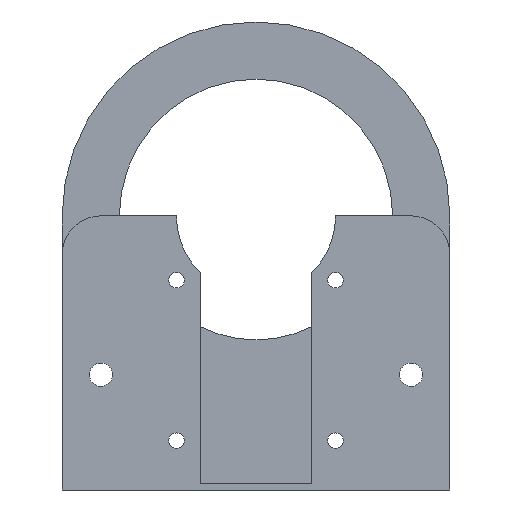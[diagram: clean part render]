
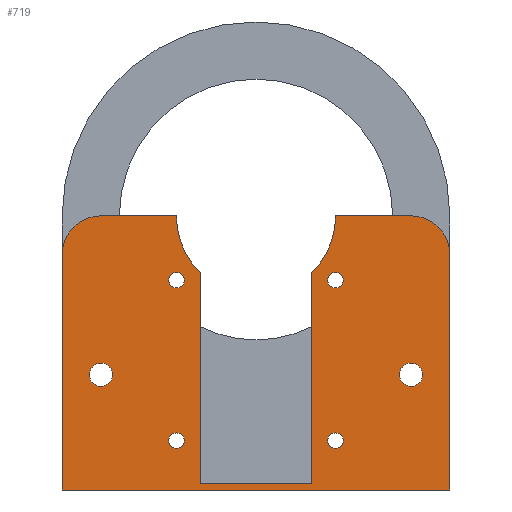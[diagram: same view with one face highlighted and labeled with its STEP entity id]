
A CAD part, left-side view. The second image highlights one B-rep face of the part: STEP entity #719.
In plain terms, the highlighted planar face has unit normal (-1, 0, 0).
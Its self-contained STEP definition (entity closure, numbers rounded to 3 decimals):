
#27=FACE_BOUND('',#111,.T.);
#28=FACE_BOUND('',#112,.T.);
#29=FACE_BOUND('',#113,.T.);
#30=FACE_BOUND('',#114,.T.);
#31=FACE_BOUND('',#115,.T.);
#32=FACE_BOUND('',#116,.T.);
#48=PLANE('',#765);
#69=FACE_OUTER_BOUND('',#110,.T.);
#110=EDGE_LOOP('',(#500,#501,#502,#503,#504,#505,#506,#507,#508,#509,#510,
#511));
#111=EDGE_LOOP('',(#512));
#112=EDGE_LOOP('',(#513));
#113=EDGE_LOOP('',(#514));
#114=EDGE_LOOP('',(#515));
#115=EDGE_LOOP('',(#516));
#116=EDGE_LOOP('',(#517));
#170=LINE('',#1080,#224);
#174=LINE('',#1099,#228);
#175=LINE('',#1103,#229);
#176=LINE('',#1105,#230);
#177=LINE('',#1107,#231);
#178=LINE('',#1111,#232);
#179=LINE('',#1115,#233);
#180=LINE('',#1116,#234);
#224=VECTOR('',#858,10.);
#228=VECTOR('',#864,10.);
#229=VECTOR('',#867,10.);
#230=VECTOR('',#868,10.);
#231=VECTOR('',#869,10.);
#232=VECTOR('',#872,10.);
#233=VECTOR('',#875,10.);
#234=VECTOR('',#876,10.);
#276=CIRCLE('',#763,5.);
#277=CIRCLE('',#766,10.273);
#278=CIRCLE('',#767,10.273);
#279=CIRCLE('',#768,5.);
#280=CIRCLE('',#769,1.);
#281=CIRCLE('',#770,1.);
#282=CIRCLE('',#771,1.);
#283=CIRCLE('',#772,1.);
#284=CIRCLE('',#773,1.5);
#285=CIRCLE('',#774,1.5);
#318=VERTEX_POINT('',#1071);
#319=VERTEX_POINT('',#1073);
#321=VERTEX_POINT('',#1079);
#325=VERTEX_POINT('',#1098);
#326=VERTEX_POINT('',#1100);
#327=VERTEX_POINT('',#1102);
#328=VERTEX_POINT('',#1104);
#329=VERTEX_POINT('',#1106);
#330=VERTEX_POINT('',#1108);
#331=VERTEX_POINT('',#1110);
#332=VERTEX_POINT('',#1112);
#333=VERTEX_POINT('',#1114);
#334=VERTEX_POINT('',#1117);
#335=VERTEX_POINT('',#1119);
#336=VERTEX_POINT('',#1121);
#337=VERTEX_POINT('',#1123);
#338=VERTEX_POINT('',#1125);
#339=VERTEX_POINT('',#1127);
#387=EDGE_CURVE('',#318,#319,#276,.T.);
#390=EDGE_CURVE('',#321,#319,#170,.T.);
#395=EDGE_CURVE('',#318,#325,#174,.T.);
#396=EDGE_CURVE('',#325,#326,#277,.T.);
#397=EDGE_CURVE('',#326,#327,#175,.T.);
#398=EDGE_CURVE('',#327,#328,#176,.T.);
#399=EDGE_CURVE('',#329,#328,#177,.T.);
#400=EDGE_CURVE('',#329,#330,#278,.T.);
#401=EDGE_CURVE('',#330,#331,#178,.T.);
#402=EDGE_CURVE('',#332,#331,#279,.T.);
#403=EDGE_CURVE('',#332,#333,#179,.T.);
#404=EDGE_CURVE('',#333,#321,#180,.T.);
#405=EDGE_CURVE('',#334,#334,#280,.T.);
#406=EDGE_CURVE('',#335,#335,#281,.T.);
#407=EDGE_CURVE('',#336,#336,#282,.T.);
#408=EDGE_CURVE('',#337,#337,#283,.T.);
#409=EDGE_CURVE('',#338,#338,#284,.T.);
#410=EDGE_CURVE('',#339,#339,#285,.T.);
#500=ORIENTED_EDGE('',*,*,#387,.F.);
#501=ORIENTED_EDGE('',*,*,#395,.T.);
#502=ORIENTED_EDGE('',*,*,#396,.T.);
#503=ORIENTED_EDGE('',*,*,#397,.T.);
#504=ORIENTED_EDGE('',*,*,#398,.T.);
#505=ORIENTED_EDGE('',*,*,#399,.F.);
#506=ORIENTED_EDGE('',*,*,#400,.T.);
#507=ORIENTED_EDGE('',*,*,#401,.T.);
#508=ORIENTED_EDGE('',*,*,#402,.F.);
#509=ORIENTED_EDGE('',*,*,#403,.T.);
#510=ORIENTED_EDGE('',*,*,#404,.T.);
#511=ORIENTED_EDGE('',*,*,#390,.T.);
#512=ORIENTED_EDGE('',*,*,#405,.F.);
#513=ORIENTED_EDGE('',*,*,#406,.F.);
#514=ORIENTED_EDGE('',*,*,#407,.F.);
#515=ORIENTED_EDGE('',*,*,#408,.F.);
#516=ORIENTED_EDGE('',*,*,#409,.T.);
#517=ORIENTED_EDGE('',*,*,#410,.T.);
#719=ADVANCED_FACE('',(#69,#27,#28,#29,#30,#31,#32),#48,.F.);
#763=AXIS2_PLACEMENT_3D('',#1074,#852,#853);
#765=AXIS2_PLACEMENT_3D('',#1097,#862,#863);
#766=AXIS2_PLACEMENT_3D('',#1101,#865,#866);
#767=AXIS2_PLACEMENT_3D('',#1109,#870,#871);
#768=AXIS2_PLACEMENT_3D('',#1113,#873,#874);
#769=AXIS2_PLACEMENT_3D('',#1118,#877,#878);
#770=AXIS2_PLACEMENT_3D('',#1120,#879,#880);
#771=AXIS2_PLACEMENT_3D('',#1122,#881,#882);
#772=AXIS2_PLACEMENT_3D('',#1124,#883,#884);
#773=AXIS2_PLACEMENT_3D('',#1126,#885,#886);
#774=AXIS2_PLACEMENT_3D('',#1128,#887,#888);
#852=DIRECTION('center_axis',(1.,0.,0.));
#853=DIRECTION('ref_axis',(0.,-0.707,0.707));
#858=DIRECTION('',(0.,0.,1.));
#862=DIRECTION('center_axis',(1.,0.,0.));
#863=DIRECTION('ref_axis',(0.,1.,0.));
#864=DIRECTION('',(0.,1.,0.));
#865=DIRECTION('center_axis',(1.,0.,0.));
#866=DIRECTION('ref_axis',(0.,1.,0.));
#867=DIRECTION('',(0.,0.,-1.));
#868=DIRECTION('',(0.,1.,0.));
#869=DIRECTION('',(0.,0.,-1.));
#870=DIRECTION('center_axis',(1.,0.,0.));
#871=DIRECTION('ref_axis',(0.,1.,0.));
#872=DIRECTION('',(0.,1.,0.));
#873=DIRECTION('center_axis',(1.,0.,0.));
#874=DIRECTION('ref_axis',(0.,0.707,0.707));
#875=DIRECTION('',(0.,0.,-1.));
#876=DIRECTION('',(0.,-1.,0.));
#877=DIRECTION('center_axis',(-1.,0.,0.));
#878=DIRECTION('ref_axis',(0.,1.,0.));
#879=DIRECTION('center_axis',(-1.,0.,0.));
#880=DIRECTION('ref_axis',(0.,1.,0.));
#881=DIRECTION('center_axis',(-1.,0.,0.));
#882=DIRECTION('ref_axis',(0.,1.,0.));
#883=DIRECTION('center_axis',(-1.,0.,0.));
#884=DIRECTION('ref_axis',(0.,1.,0.));
#885=DIRECTION('center_axis',(1.,0.,0.));
#886=DIRECTION('ref_axis',(0.,1.,0.));
#887=DIRECTION('center_axis',(1.,0.,0.));
#888=DIRECTION('ref_axis',(0.,1.,0.));
#1071=CARTESIAN_POINT('',(18.4,-20.,410.5));
#1073=CARTESIAN_POINT('',(18.4,-25.,405.5));
#1074=CARTESIAN_POINT('Origin',(18.4,-20.,405.5));
#1079=CARTESIAN_POINT('',(18.4,-25.,375.14));
#1080=CARTESIAN_POINT('',(18.4,-25.,399.31));
#1097=CARTESIAN_POINT('Origin',(18.4,0.,
390.62));
#1098=CARTESIAN_POINT('',(18.4,-10.273,410.5));
#1099=CARTESIAN_POINT('',(18.4,-5.136,410.5));
#1100=CARTESIAN_POINT('',(18.4,-7.213,403.185));
#1101=CARTESIAN_POINT('Origin',(18.4,0.,
410.5));
#1102=CARTESIAN_POINT('',(18.4,-7.213,376.));
#1103=CARTESIAN_POINT('',(18.4,-7.213,403.185));
#1104=CARTESIAN_POINT('',(18.4,7.213,376.));
#1105=CARTESIAN_POINT('',(18.4,-7.213,376.));
#1106=CARTESIAN_POINT('',(18.4,7.213,403.185));
#1107=CARTESIAN_POINT('',(18.4,7.213,403.185));
#1108=CARTESIAN_POINT('',(18.4,10.273,410.5));
#1109=CARTESIAN_POINT('Origin',(18.4,0.,
410.5));
#1110=CARTESIAN_POINT('',(18.4,20.,410.5));
#1111=CARTESIAN_POINT('',(18.4,12.5,410.5));
#1112=CARTESIAN_POINT('',(18.4,25.,405.5));
#1113=CARTESIAN_POINT('Origin',(18.4,20.,405.5));
#1114=CARTESIAN_POINT('',(18.4,25.,375.14));
#1115=CARTESIAN_POINT('',(18.4,25.,379.429));
#1116=CARTESIAN_POINT('',(18.4,0.,375.14));
#1117=CARTESIAN_POINT('',(18.4,-11.25,381.5));
#1118=CARTESIAN_POINT('Origin',(18.4,-10.25,381.5));
#1119=CARTESIAN_POINT('',(18.4,-11.25,402.2));
#1120=CARTESIAN_POINT('Origin',(18.4,-10.25,402.2));
#1121=CARTESIAN_POINT('',(18.4,9.25,381.5));
#1122=CARTESIAN_POINT('Origin',(18.4,10.25,381.5));
#1123=CARTESIAN_POINT('',(18.4,9.25,402.2));
#1124=CARTESIAN_POINT('Origin',(18.4,10.25,402.2));
#1125=CARTESIAN_POINT('',(18.4,-21.5,390.));
#1126=CARTESIAN_POINT('Origin',(18.4,-20.,390.));
#1127=CARTESIAN_POINT('',(18.4,18.5,390.));
#1128=CARTESIAN_POINT('Origin',(18.4,20.,390.));
